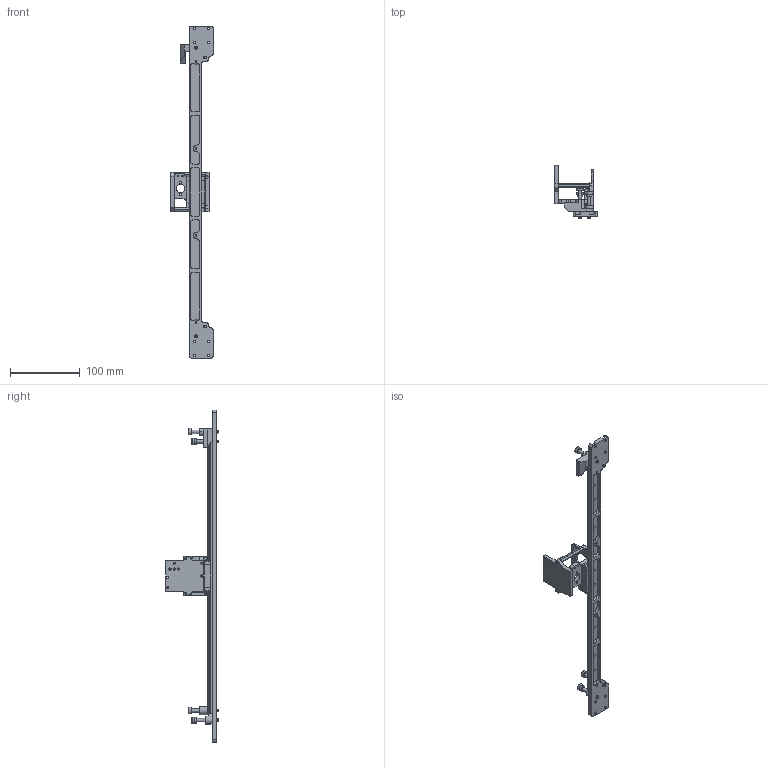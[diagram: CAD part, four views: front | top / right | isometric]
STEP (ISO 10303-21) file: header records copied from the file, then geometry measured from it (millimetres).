
FILE_DESCRIPTION(/* description */ (''),/* implementation_level */ '2;1');
FILE_NAME(/* name */ 'X Gantry and Extruder Carriage set_.step',/* time_stamp */ '2023-12-07T16:02:30-06:00',/* author */ (''),/* organization */ (''),/* preprocessor_version */ 'ST-DEVELOPER v20',/* originating_system */ 'Autodesk Translation Framework v12.14.0.127',/* authorisation */ '');
FILE_SCHEMA (('AUTOMOTIVE_DESIGN { 1 0 10303 214 3 1 1 }'));
Length unit declared in the file: millimetre
Products named in the file (22): X Gantry and Extruder Carriage set; X Brace; Component1; SELB13-395; _SELB13-395_r; _SELB13_b; Right Idler Standoff and Endstop Striker ; Left Idler Standoff; 92981A055_ALLOY STEEL SHOULDER SCREW; 92981A050_ALLOY STEEL SHOULDER SCREW; Aluminum Unthreaded Spacer 8OD 5ID 3MM; Extruder Set; Extruder Base Plate with 12mm; X Base Plate; Extruder Front Plate; X Front Plate ; Extruder Plate Standoff; REV-41-1493 v1; Belt Retention Post ; Belt Retainer ; Extruder Back Plate ; X back Plate 
Assembly tree (25 placements, depth 4):
  X Gantry and Extruder Carriage set
    X Brace
      Component1
    SELB13-395
      _SELB13-395_r
      _SELB13_b
    Right Idler Standoff and Endstop Striker 
    Left Idler Standoff
    92981A055_ALLOY STEEL SHOULDER SCREW  x2
    92981A050_ALLOY STEEL SHOULDER SCREW  x2
    Aluminum Unthreaded Spacer 8OD 5ID 3MM  x2
    Extruder Set
      Extruder Base Plate with 12mm
        X Base Plate
      Extruder Front Plate
        X Front Plate 
      Extruder Plate Standoff  x2
        REV-41-1493 v1
      Belt Retention Post 
        Belt Retainer 
      Extruder Back Plate 
        X back Plate 
Bounding box: 60.85 x 75.65 x 476.4 mm (x, y, z)
Volume: 127713.8 mm3; surface area: 85564.2 mm2
Topology: 17 solids, 17 shells, 860 faces, 2264 edges, 1489 vertices
Faces by surface type: plane 443, cylinder 353, cone 52, bspline 8, torus 4
Full cylindrical faces by diameter (mm): 2 x2, 2.459 x4, 2.5 x2, 2.529 x6, 2.796 x4, 3 x27, 3.091 x40, 3.125 x7, 3.332 x4, 3.5 x16, 4 x32, 5 x6, 5.1 x4, 6 x16, 6.5 x4, 8 x2, 9 x4, 12 x1, 25 x1
Entity records: 27162 total; most frequent: CARTESIAN_POINT 7441, DIRECTION 4006, ORIENTED_EDGE 3962, EDGE_CURVE 1981, AXIS2_PLACEMENT_3D 1350, VERTEX_POINT 1313, LINE 1306, VECTOR 1306
